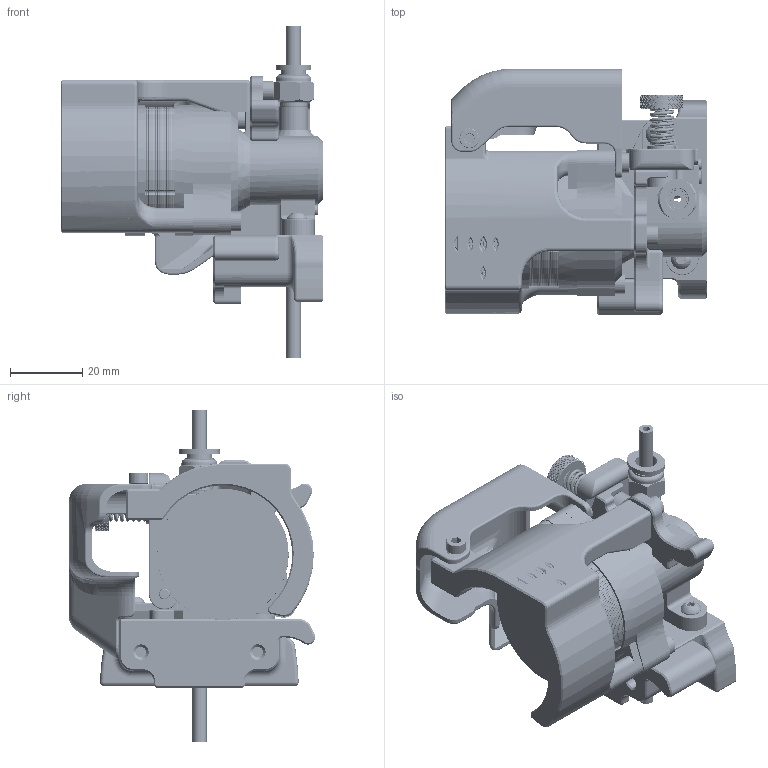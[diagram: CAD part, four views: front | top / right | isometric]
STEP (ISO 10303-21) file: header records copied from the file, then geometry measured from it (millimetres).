
FILE_DESCRIPTION(/* description */ (''),/* implementation_level */ '2;1');
FILE_NAME(/* name */ 'Orbiter-Clockwork.step',/* time_stamp */ '2021-09-26T12:57:48-05:00',/* author */ (''),/* organization */ (''),/* preprocessor_version */ 'ST-DEVELOPER v18.1',/* originating_system */ 'Autodesk Translation Framework v10.10.0.1391',/* authorisation */ '');
FILE_SCHEMA (('AUTOMOTIVE_DESIGN { 1 0 10303 214 3 1 1 }'));
Products named in the file (65): Orbiter-Clockwork; Voron 2.4 - Chain Anchor  - Generic^VORON Clockwork_X Carriage; Chain Anchor; SwitchWire - Chain Anchor; M3 Threaded Insert (4); Connector cover; Orbiter Clockwork Adaptor; M3 Threaded Insert; M3 Threaded Insert (1); M3 Threaded Insert (2); M3 Threaded Insert (3); Filament Release Lever; RobertL-LDO-Vivedino-Orbiter-Extruder-V1.5 v2; Latch; SpiderShaft; 1.75 Filament; PTFE Exit; Housing 1.5; LatchShaft; 6mm Press|Fitting; Nuts&Bolts; 92095A182; LatchSleve; insert M3 v1; Gears&Bearings; F688ZZ; MR148ZZ v1; _MR148ZZ Outer Ring; _MR148ZZ Inner Ring; _MR148ZZ Shield1; _MR148ZZ Ball; _MR148ZZ Shield2; MR85; spur gear_gb_GB - Spur gear 0.5M 27T 20PA 4FW ---S27A75H50L5.0N; Gear Housing (65 teeth); FilamentGears; MotorGear; FlyGear; knurling v1; 92125A138 ...
Assembly tree (95 placements, depth 5):
  Orbiter-Clockwork
    Voron 2.4 - Chain Anchor  - Generic^VORON Clockwork_X Carriage
      M3 Threaded Insert (4)  x3
      Chain Anchor
    SwitchWire - Chain Anchor
      M3 Threaded Insert (4)  x3
    Connector cover
    Orbiter Clockwork Adaptor
      M3 Threaded Insert
      M3 Threaded Insert (1)
      M3 Threaded Insert (2)
      M3 Threaded Insert (3)  x3
    Filament Release Lever
    RobertL-LDO-Vivedino-Orbiter-Extruder-V1.5 v2
      Latch
      SpiderShaft
      1.75 Filament
        PTFE Exit  x2
      Housing 1.5
      LatchShaft
      6mm Press|Fitting
      Nuts&Bolts
        92095A182  x2
        LatchSleve
        insert M3 v1
      Gears&Bearings
        F688ZZ
        MR148ZZ v1
          _MR148ZZ Outer Ring
          _MR148ZZ Inner Ring
          _MR148ZZ Shield1
          _MR148ZZ Ball  x14
          _MR148ZZ Shield2
        MR85  x3
        spur gear_gb_GB - Spur gear 0.5M 27T 20PA 4FW ---S27A75H50L5.0N  x3
        Gear Housing (65 teeth)
      FilamentGears
        MotorGear
        FlyGear
      knurling v1
        92125A138
        KnurledNut
        Sping
          90940A412
          Spring v1
      LDO_LDO_36STH20-1004AHG v1
        T10 SpurGear
        LDO Stepper (1)
          Component4
          Component5
          Component6
          Component7
          Component8
          Component9
          Component10
          Component11
          Component12
          Component13
          Component14
          Component15  x2
Bounding box: 72.7 x 68.24 x 92 mm (x, y, z)
Volume: 100810 mm3; surface area: 102922.8 mm2
Topology: 101 solids, 102 shells, 8091 faces, 21909 edges, 14083 vertices
Faces by surface type: bspline 3461, cylinder 2585, plane 1092, cone 531, torus 369, sphere 53
Full cylindrical faces by diameter (mm): 1.718 x9, 2 x2, 2.1 x2, 2.35 x193, 2.459 x1, 2.5 x2, 2.529 x8, 2.9 x12, 3 x207, 3.086 x8, 3.1 x1, 3.2 x5, 3.3 x1, 3.4 x1, 3.5 x5, 3.6 x1, 3.7 x1, 3.97 x1, 4 x7, 4.1 x1, 4.2 x13, 4.25 x12, 4.399 x1, 4.6 x12, 4.696 x1, 4.7 x7, 4.744 x4, 4.8 x2, 5 x11, 5.035 x3
Entity records: 500805 total; most frequent: CARTESIAN_POINT 341759, ORIENTED_EDGE 35904, DIRECTION 30841, EDGE_CURVE 17952, AXIS2_PLACEMENT_3D 12771, VERTEX_POINT 11512, EDGE_LOOP 6897, FACE_OUTER_BOUND 6678
